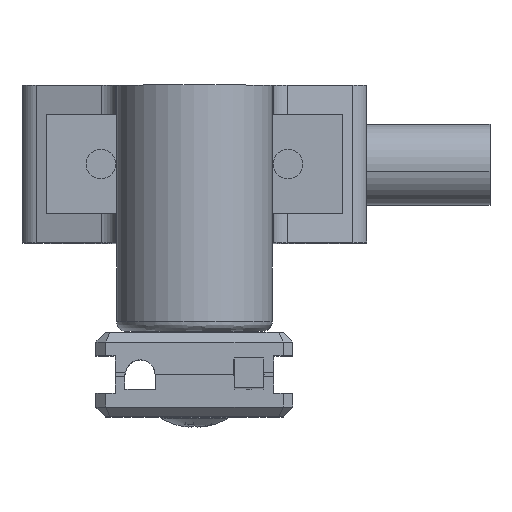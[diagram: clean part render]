
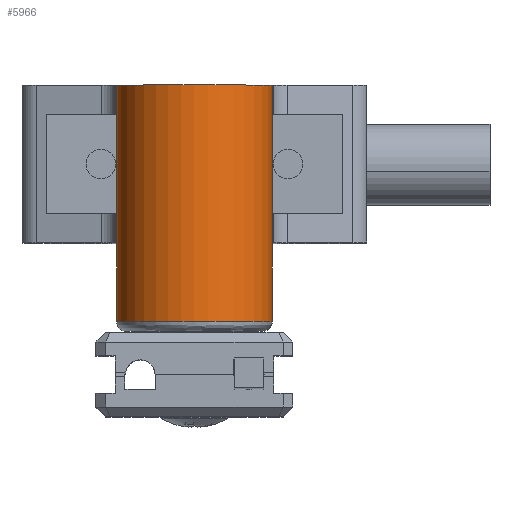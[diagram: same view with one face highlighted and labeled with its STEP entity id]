
A CAD part, top view. The second image highlights one B-rep face of the part: STEP entity #5966.
In plain terms, the highlighted cylindrical face has radius 7.9 mm (diameter 15.8 mm), a partial arc.
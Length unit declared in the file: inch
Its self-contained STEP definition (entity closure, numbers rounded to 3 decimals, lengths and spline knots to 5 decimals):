
#431 = LINE ( 'NONE', #12678, #16355 ) ;
#550 = CARTESIAN_POINT ( 'NONE',  ( -0.31102, 0., 0.70866 ) ) ;
#760 = VERTEX_POINT ( 'NONE', #2616 ) ;
#1369 = ORIENTED_EDGE ( 'NONE', *, *, #1721, .T. ) ;
#1721 = EDGE_CURVE ( 'NONE', #5460, #6811, #4939, .T. ) ;
#1744 = ORIENTED_EDGE ( 'NONE', *, *, #5626, .T. ) ;
#1979 = ORIENTED_EDGE ( 'NONE', *, *, #4739, .T. ) ;
#2616 = CARTESIAN_POINT ( 'NONE',  ( -0.31102, -0.62992, 0.70866 ) ) ;
#2744 = CARTESIAN_POINT ( 'NONE',  ( -0.31102, 0., 0.70866 ) ) ;
#3362 = LINE ( 'NONE', #7641, #16666 ) ;
#3559 = LINE ( 'NONE', #14660, #11806 ) ;
#3943 = CYLINDRICAL_SURFACE ( 'NONE', #14041, 0.31102 ) ;
#3953 = CARTESIAN_POINT ( 'NONE',  ( 0., -0.94488, 0.70866 ) ) ;
#4134 = CARTESIAN_POINT ( 'NONE',  ( -0.31102, -0.94488, 0.70866 ) ) ;
#4303 = EDGE_LOOP ( 'NONE', ( #8069, #1979, #1369, #7841, #1744, #13220 ) ) ;
#4474 = DIRECTION ( 'NONE',  ( 0., -1., 0. ) ) ;
#4739 = EDGE_CURVE ( 'NONE', #760, #5460, #11456, .T. ) ;
#4769 = CARTESIAN_POINT ( 'NONE',  ( 0.31102, 0., 0.70866 ) ) ;
#4939 = CIRCLE ( 'NONE', #12878, 0.31102 ) ;
#5121 = VERTEX_POINT ( 'NONE', #4769 ) ;
#5460 = VERTEX_POINT ( 'NONE', #4134 ) ;
#5626 = EDGE_CURVE ( 'NONE', #8322, #5121, #3559, .T. ) ;
#5966 = ADVANCED_FACE ( 'NONE', ( #14236 ), #3943, .T. ) ;
#6422 = CARTESIAN_POINT ( 'NONE',  ( 0.31102, -0.62992, 0.70866 ) ) ;
#6811 = VERTEX_POINT ( 'NONE', #7943 ) ;
#6960 = CARTESIAN_POINT ( 'NONE',  ( 0., 0., 0.70866 ) ) ;
#7579 = DIRECTION ( 'NONE',  ( 0., -1., 0. ) ) ;
#7619 = AXIS2_PLACEMENT_3D ( 'NONE', #10737, #15929, #12098 ) ;
#7641 = CARTESIAN_POINT ( 'NONE',  ( 0.31102, 0., 0.70866 ) ) ;
#7755 = VERTEX_POINT ( 'NONE', #550 ) ;
#7841 = ORIENTED_EDGE ( 'NONE', *, *, #15911, .F. ) ;
#7943 = CARTESIAN_POINT ( 'NONE',  ( 0.31102, -0.94488, 0.70866 ) ) ;
#8069 = ORIENTED_EDGE ( 'NONE', *, *, #10272, .T. ) ;
#8322 = VERTEX_POINT ( 'NONE', #6422 ) ;
#8929 = DIRECTION ( 'NONE',  ( 1., 0., 0. ) ) ;
#9328 = DIRECTION ( 'NONE',  ( 0., -1., 0. ) ) ;
#9366 = DIRECTION ( 'NONE',  ( 1., 0., 0. ) ) ;
#9474 = DIRECTION ( 'NONE',  ( 0., 1., 0. ) ) ;
#10272 = EDGE_CURVE ( 'NONE', #7755, #760, #431, .T. ) ;
#10737 = CARTESIAN_POINT ( 'NONE',  ( 0., 0., 0.70866 ) ) ;
#11456 = LINE ( 'NONE', #2744, #13477 ) ;
#11806 = VECTOR ( 'NONE', #9474, 39.37008 ) ;
#12098 = DIRECTION ( 'NONE',  ( 1., 0., 0. ) ) ;
#12231 = CIRCLE ( 'NONE', #7619, 0.31102 ) ;
#12678 = CARTESIAN_POINT ( 'NONE',  ( -0.31102, 0., 0.70866 ) ) ;
#12876 = EDGE_CURVE ( 'NONE', #5121, #7755, #12231, .T. ) ;
#12878 = AXIS2_PLACEMENT_3D ( 'NONE', #3953, #14311, #8929 ) ;
#13220 = ORIENTED_EDGE ( 'NONE', *, *, #12876, .T. ) ;
#13477 = VECTOR ( 'NONE', #14290, 39.37008 ) ;
#14041 = AXIS2_PLACEMENT_3D ( 'NONE', #6960, #4474, #9366 ) ;
#14236 = FACE_OUTER_BOUND ( 'NONE', #4303, .T. ) ;
#14290 = DIRECTION ( 'NONE',  ( 0., -1., 0. ) ) ;
#14311 = DIRECTION ( 'NONE',  ( 0., 1., 0. ) ) ;
#14660 = CARTESIAN_POINT ( 'NONE',  ( 0.31102, 0., 0.70866 ) ) ;
#15911 = EDGE_CURVE ( 'NONE', #8322, #6811, #3362, .T. ) ;
#15929 = DIRECTION ( 'NONE',  ( 0., -1., 0. ) ) ;
#16355 = VECTOR ( 'NONE', #7579, 39.37008 ) ;
#16666 = VECTOR ( 'NONE', #9328, 39.37008 ) ;
